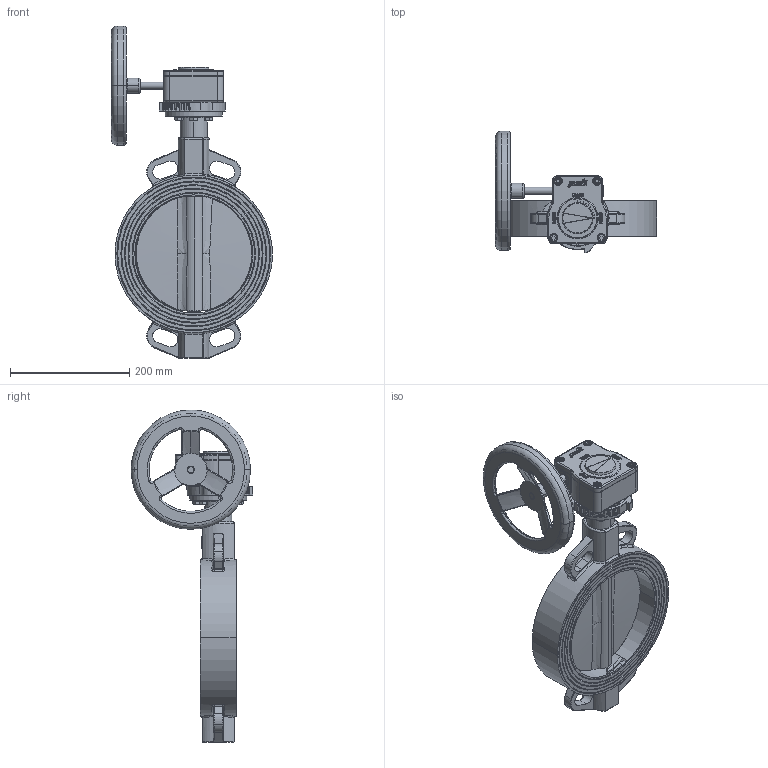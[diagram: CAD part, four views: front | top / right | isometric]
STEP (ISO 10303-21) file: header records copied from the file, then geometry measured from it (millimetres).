
FILE_DESCRIPTION(('HOOPS Exchange Step'),'2;1');
FILE_NAME('AK0810_DN200.stp','2025-08-26T15:26:25+02:00',('nieru'),('Unknown organisation'),'HOOPS Exchange 2024.2','HOOPS Exchange','Unknown authorisation');
FILE_SCHEMA( ('AP203_CONFIGURATION_CONTROLLED_3D_DESIGN_OF_MECHANICAL_PARTS_AND_ASSEMBLIES_MIM_LF') );
Length unit declared in the file: millimetre
Products named in the file (3): 0; root
Assembly tree (2 placements, depth 3):
  root
    0
      0
Bounding box: 269.92 x 204 x 556.49 mm (x, y, z)
Volume: 3179479.8 mm3; surface area: 537588.6 mm2
Topology: 25 solids, 25 shells, 3676 faces, 8603 edges, 4989 vertices
Faces by surface type: cylinder 1152, bspline 1025, plane 805, torus 482, cone 125, sphere 87
Full cylindrical faces by diameter (mm): 7 x4, 7.258 x4, 7.984 x4, 12 x5, 12.8 x4, 13.996 x1, 14.517 x4, 16.569 x1, 19.719 x1, 20 x1, 23.2 x1, 24.305 x1, 26.365 x1, 27.029 x1, 43 x1, 52 x1
Entity records: 254689 total; most frequent: CARTESIAN_POINT 178034, ORIENTED_EDGE 17042, DIRECTION 14178, EDGE_CURVE 8521, AXIS2_PLACEMENT_3D 5643, VERTEX_POINT 4989, EDGE_LOOP 3838, FACE_BOUND 3838
